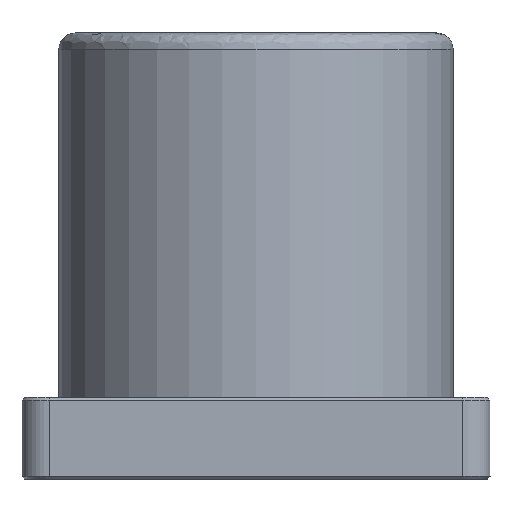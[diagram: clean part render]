
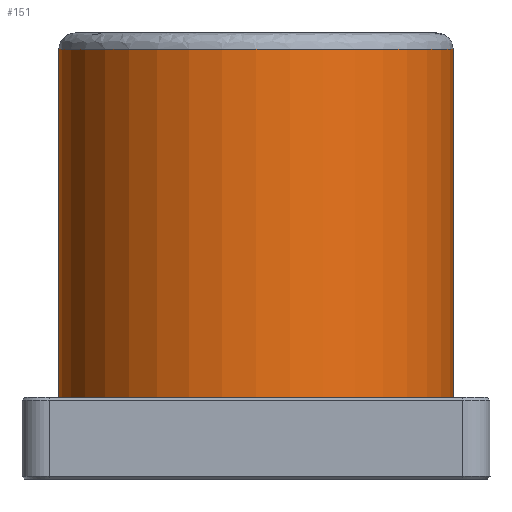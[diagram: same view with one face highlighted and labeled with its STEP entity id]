
A CAD part, front view. The second image highlights one B-rep face of the part: STEP entity #151.
In plain terms, the highlighted cylindrical face has radius 36.25 mm (diameter 72.5 mm), a full revolution.
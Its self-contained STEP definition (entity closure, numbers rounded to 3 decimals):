
#97 = ORIENTED_EDGE ( 'NONE', *, *, #1326, .T. ) ;
#105 = CARTESIAN_POINT ( 'NONE',  ( -36.25, 0., 15. ) ) ;
#151 = ADVANCED_FACE ( 'NONE', ( #3098, #1007 ), #2793, .T. ) ;
#214 = DIRECTION ( 'NONE',  ( -1., 0., 0. ) ) ;
#575 = AXIS2_PLACEMENT_3D ( 'NONE', #2934, #825, #773 ) ;
#627 = CIRCLE ( 'NONE', #575, 36.25 ) ;
#690 = CARTESIAN_POINT ( 'NONE',  ( 0., 0., 31.567 ) ) ;
#773 = DIRECTION ( 'NONE',  ( -1., 0., 0. ) ) ;
#825 = DIRECTION ( 'NONE',  ( 0., 0., 1. ) ) ;
#928 = EDGE_CURVE ( 'NONE', #1651, #1651, #2713, .T. ) ;
#1007 = FACE_OUTER_BOUND ( 'NONE', #2679, .T. ) ;
#1067 = EDGE_LOOP ( 'NONE', ( #97 ) ) ;
#1284 = AXIS2_PLACEMENT_3D ( 'NONE', #690, #3373, #214 ) ;
#1326 = EDGE_CURVE ( 'NONE', #2434, #2434, #627, .T. ) ;
#1651 = VERTEX_POINT ( 'NONE', #2190 ) ;
#1826 = CARTESIAN_POINT ( 'NONE',  ( 0., 0., 79. ) ) ;
#1843 = DIRECTION ( 'NONE',  ( 0., 0., -1. ) ) ;
#1870 = ORIENTED_EDGE ( 'NONE', *, *, #928, .T. ) ;
#2190 = CARTESIAN_POINT ( 'NONE',  ( -36.25, 0., 79. ) ) ;
#2273 = AXIS2_PLACEMENT_3D ( 'NONE', #1826, #1843, #2609 ) ;
#2434 = VERTEX_POINT ( 'NONE', #105 ) ;
#2609 = DIRECTION ( 'NONE',  ( -1., 0., 0. ) ) ;
#2679 = EDGE_LOOP ( 'NONE', ( #1870 ) ) ;
#2713 = CIRCLE ( 'NONE', #2273, 36.25 ) ;
#2793 = CYLINDRICAL_SURFACE ( 'NONE', #1284, 36.25 ) ;
#2934 = CARTESIAN_POINT ( 'NONE',  ( 0., 0., 15. ) ) ;
#3098 = FACE_OUTER_BOUND ( 'NONE', #1067, .T. ) ;
#3373 = DIRECTION ( 'NONE',  ( 0., 0., -1. ) ) ;
